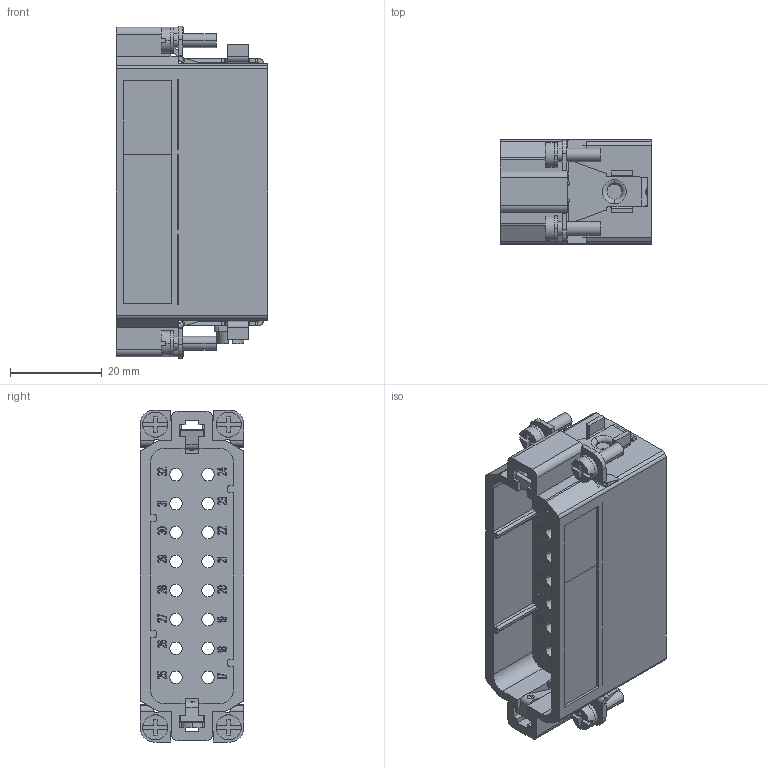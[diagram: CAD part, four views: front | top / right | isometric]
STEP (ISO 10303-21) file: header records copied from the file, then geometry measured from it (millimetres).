
FILE_DESCRIPTION((''),'2;1');
FILE_NAME('HA-016-MC17-32','2017-06-28T',('tl.yang'),(''),'PRO/ENGINEER BY PARAMETRIC TECHNOLOGY CORPORATION, 2011500','PRO/ENGINEER BY PARAMETRIC TECHNOLOGY CORPORATION, 2011500','');
FILE_SCHEMA(('CONFIG_CONTROL_DESIGN'));
Products named in the file (1): HA-016-MC17-32
Bounding box: 33.06 x 22.6 x 72.4 mm (x, y, z)
Volume: 29802.4 mm3; surface area: 17086.3 mm2
Topology: 1 solids, 2 shells, 2909 faces, 8305 edges, 5482 vertices
Faces by surface type: plane 2595, cylinder 228, bspline 50, cone 32, torus 4
Entity records: 95066 total; most frequent: CARTESIAN_POINT 18871, ORIENTED_EDGE 16610, DIRECTION 14451, EDGE_CURVE 8305, VECTOR 7673, LINE 7673, VERTEX_POINT 5482, AXIS2_PLACEMENT_3D 3389
